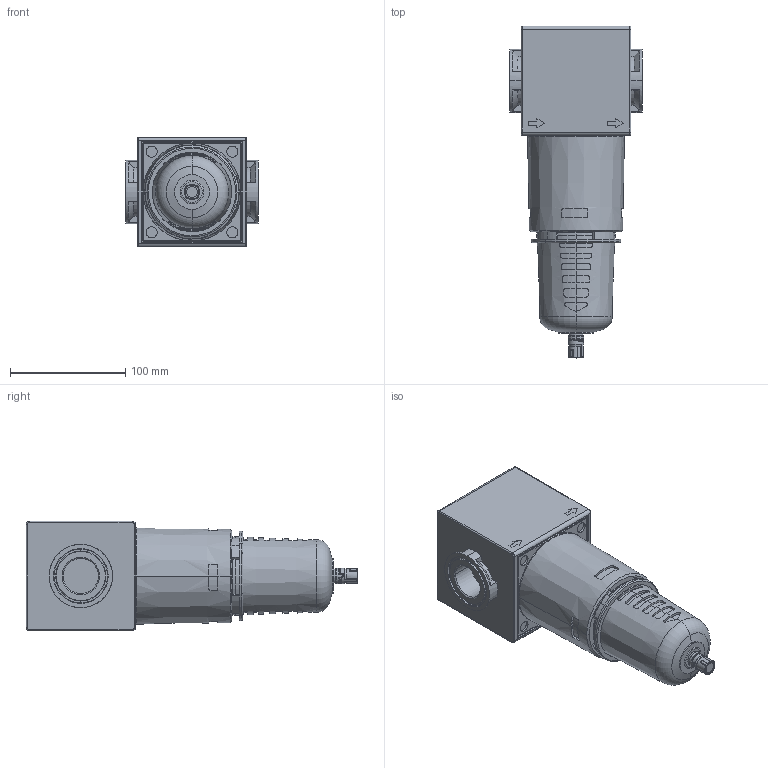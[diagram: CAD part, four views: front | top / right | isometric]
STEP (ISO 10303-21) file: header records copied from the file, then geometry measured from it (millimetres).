
FILE_DESCRIPTION(('STEP AP214'),'1');
FILE_NAME('095 F PE SS.stp','2020-03-18T15:18:30',(' '),(' '),'Spatial InterOp 3D',' ',' ');
FILE_SCHEMA(('AUTOMOTIVE_DESIGN { 1 0 10303 214 1 1 1 1 }'));
Length unit declared in the file: metre
Products named in the file (1): Volume
Bounding box: 115 x 288 x 95 mm (x, y, z)
Volume: 1598272 mm3; surface area: 110794.9 mm2
Topology: 1 solids, 1 shells, 624 faces, 1626 edges, 1005 vertices
Faces by surface type: plane 203, cylinder 146, torus 72, extrusion 62, cone 59, bspline 50, sphere 32
Entity records: 23774 total; most frequent: CARTESIAN_POINT 8546, ORIENTED_EDGE 3216, DIRECTION 3208, EDGE_CURVE 1608, AXIS2_PLACEMENT_3D 1266, VERTEX_POINT 1005, CIRCLE 697, VECTOR 676
